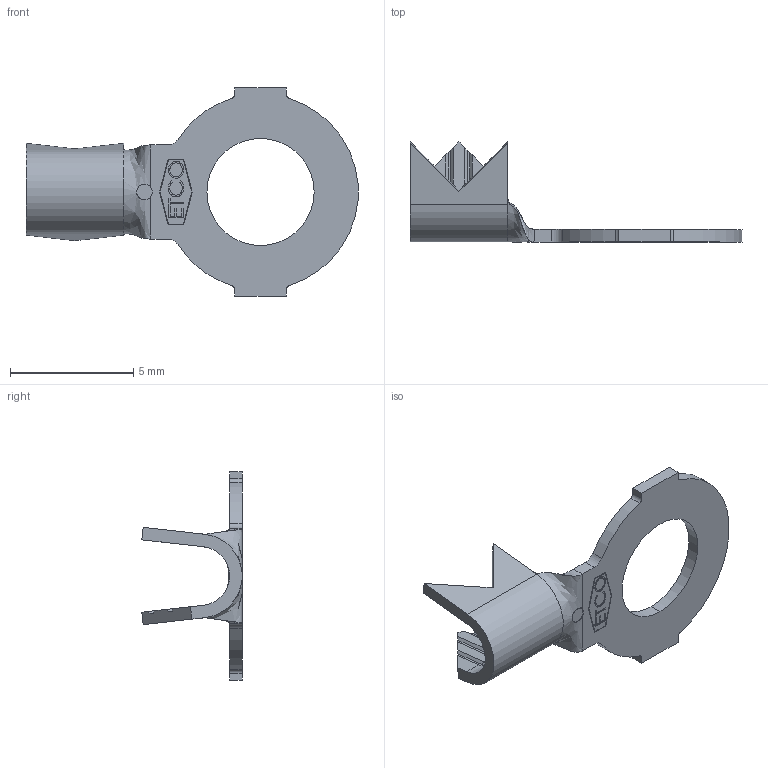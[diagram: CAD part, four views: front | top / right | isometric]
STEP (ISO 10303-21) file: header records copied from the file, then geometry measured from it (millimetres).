
FILE_DESCRIPTION (( 'STEP AP203' ), '1' );
FILE_NAME ('00704.STEP', '2015-02-06T13:15:01', ( '' ), ( '' ), 'SwSTEP 2.0', 'SolidWorks 2014', '' );
FILE_SCHEMA (( 'CONFIG_CONTROL_DESIGN' ));
Length unit declared in the file: inch
Products named in the file (1): 00704
Bounding box: 13.45 x 4.06 x 8.43 mm (x, y, z)
Volume: 35.6 mm3; surface area: 177.8 mm2
Topology: 1 solids, 1 shells, 149 faces, 385 edges, 245 vertices
Faces by surface type: plane 95, cylinder 23, bspline 23, cone 8
Entity records: 5886 total; most frequent: CARTESIAN_POINT 2320, ORIENTED_EDGE 770, DIRECTION 630, EDGE_CURVE 385, LINE 286, VECTOR 286, VERTEX_POINT 245, AXIS2_PLACEMENT_3D 172
